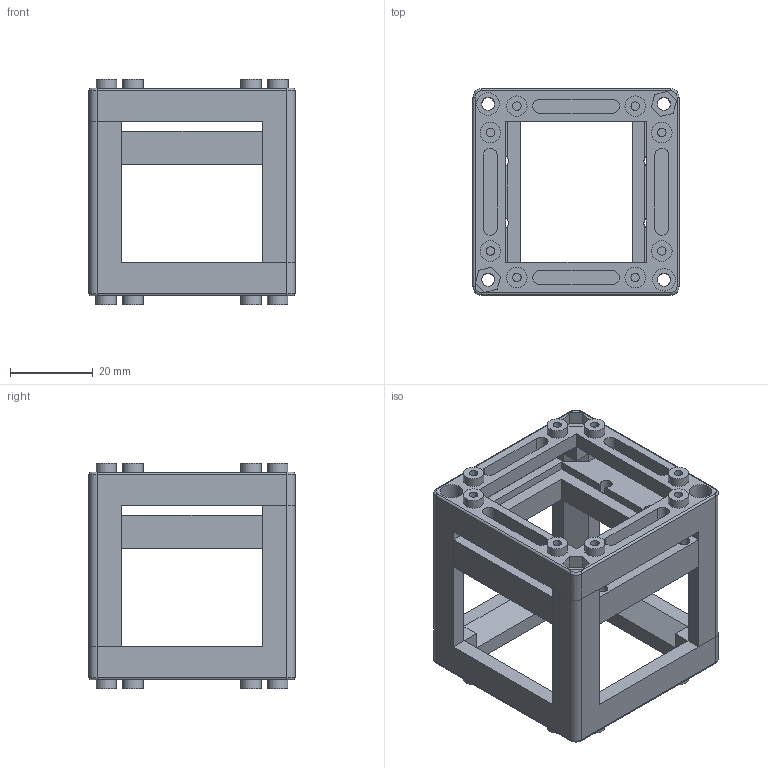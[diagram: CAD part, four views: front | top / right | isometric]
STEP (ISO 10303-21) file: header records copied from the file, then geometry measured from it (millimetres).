
FILE_DESCRIPTION(/* description */ (''),/* implementation_level */ '2;1');
FILE_NAME(/* name */ 'Assembly_Cube_Insert_TFT_9341_v3.iam.step',/* time_stamp */ '2022-11-29T09:04:56+01:00',/* author */ ('marsikovabarbora'),/* organization */ (''),/* preprocessor_version */ 'ST-DEVELOPER v18.1',/* originating_system */ 'Autodesk Inventor 2022',/* authorisation */ '');
FILE_SCHEMA (('AUTOMOTIVE_DESIGN { 1 0 10303 214 3 1 1 }'));
Products named in the file (4): Assembly_Cube_Insert_TFT_9341_v3; Assembly_Cube_empty_IM_v3; 10_Cube_1x1_IM; 20_Cube_Insert_RaspiCam_v3
Assembly tree (4 placements, depth 3):
  Assembly_Cube_Insert_TFT_9341_v3
    Assembly_Cube_empty_IM_v3
      10_Cube_1x1_IM  x2
    20_Cube_Insert_RaspiCam_v3
Bounding box: 49.82 x 49.8 x 54.5 mm (x, y, z)
Volume: 31053 mm3; surface area: 24256.9 mm2
Topology: 3 solids, 3 shells, 347 faces, 866 edges, 572 vertices
Faces by surface type: plane 217, cylinder 122, torus 8
Full cylindrical faces by diameter (mm): 2.05 x16, 2.8 x6, 3.1 x8, 4.95 x16, 5.5 x4
Entity records: 6068 total; most frequent: DIRECTION 1042, CARTESIAN_POINT 1025, ORIENTED_EDGE 992, EDGE_CURVE 496, LINE 352, VECTOR 352, AXIS2_PLACEMENT_3D 345, VERTEX_POINT 328
